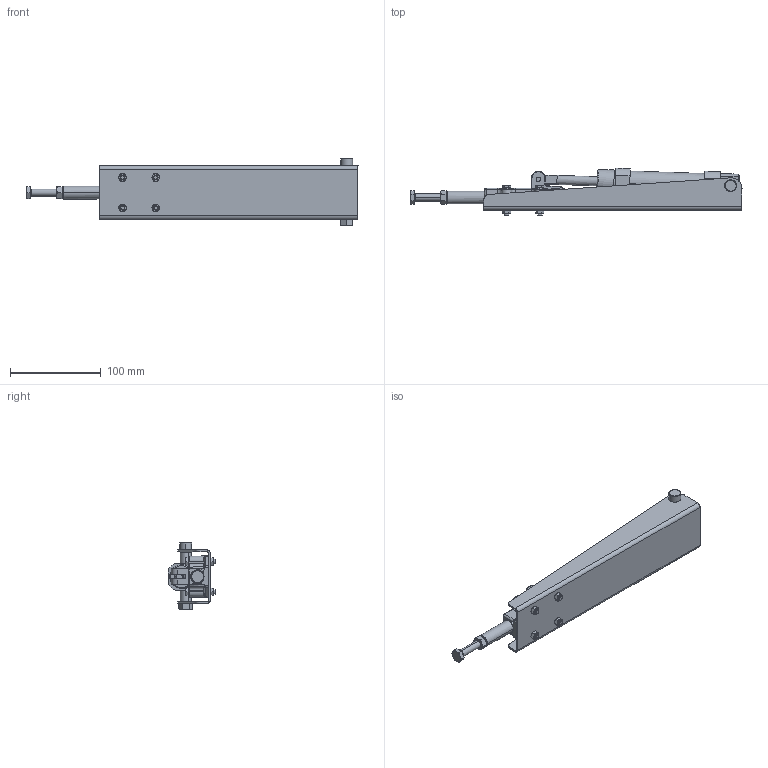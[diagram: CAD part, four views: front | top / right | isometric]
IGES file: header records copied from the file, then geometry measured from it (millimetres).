
Start section: SolidWorks IGES file using analytic representation for surfaces
Global section: file name: 41HGH-30600HL-A(PR-A); native system:GH-30600HL-A(簡化)-1.IGS,15HSolidWorks 2016,15HSolidWorks 2016,32,308,15,308,15,20HGH-30600HL-A(簡化)-1,1.,2,2HMM,50,0.125,13H200724.160034,1E-008,499990.,6HLinWei,,11,0,13H200724.160034;                    
Bounding box: 365.3 x 52.22 x 73.5 mm (x, y, z)
Surface area: 117197.9 mm2 (no closed solid volume)
Topology: 0 solids, 0 shells, 745 faces, 8729 edges, 8721 vertices
Faces by surface type: bspline 389, revolution 356
